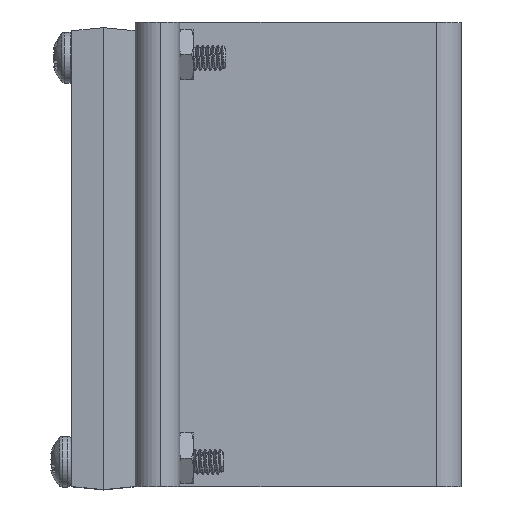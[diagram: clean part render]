
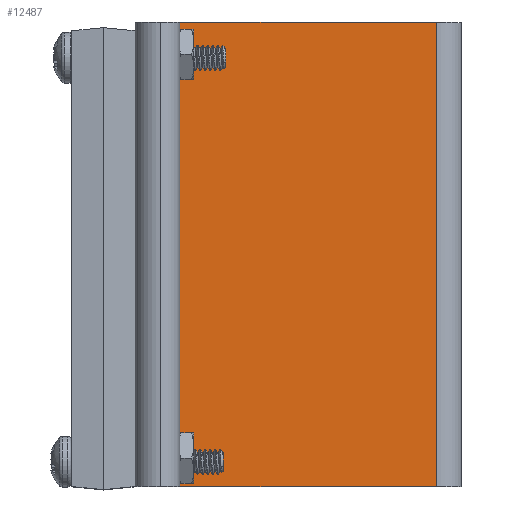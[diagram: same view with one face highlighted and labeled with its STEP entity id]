
A CAD part, top view. The second image highlights one B-rep face of the part: STEP entity #12487.
In plain terms, the highlighted planar face has unit normal (0, 0, 1).
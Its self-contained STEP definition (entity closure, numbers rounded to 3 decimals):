
#1348=FACE_OUTER_BOUND('',#2036,.T.);
#2036=EDGE_LOOP('',(#10339,#10340,#10341,#10342));
#3354=LINE('',#19266,#4652);
#3359=LINE('',#19283,#4657);
#3368=LINE('',#19316,#4666);
#3369=LINE('',#19317,#4667);
#4652=VECTOR('',#15929,2.);
#4657=VECTOR('',#15944,10.);
#4666=VECTOR('',#15981,10.);
#4667=VECTOR('',#15982,10.);
#5658=VERTEX_POINT('',#19263);
#5659=VERTEX_POINT('',#19265);
#5666=VERTEX_POINT('',#19281);
#5676=VERTEX_POINT('',#19315);
#7272=EDGE_CURVE('',#5658,#5659,#3354,.T.);
#7281=EDGE_CURVE('',#5658,#5666,#3359,.T.);
#7297=EDGE_CURVE('',#5676,#5666,#3368,.T.);
#7298=EDGE_CURVE('',#5676,#5659,#3369,.T.);
#10339=ORIENTED_EDGE('',*,*,#7272,.F.);
#10340=ORIENTED_EDGE('',*,*,#7281,.T.);
#10341=ORIENTED_EDGE('',*,*,#7297,.F.);
#10342=ORIENTED_EDGE('',*,*,#7298,.T.);
#11974=PLANE('',#13384);
#12487=ADVANCED_FACE('',(#1348),#11974,.T.);
#13384=AXIS2_PLACEMENT_3D('',#19314,#15979,#15980);
#15929=DIRECTION('',(0.,-1.,0.));
#15944=DIRECTION('',(-1.,0.,0.));
#15979=DIRECTION('center_axis',(0.,0.,
1.));
#15980=DIRECTION('ref_axis',(1.,0.,0.));
#15981=DIRECTION('',(0.,1.,0.));
#15982=DIRECTION('',(1.,0.,0.));
#19263=CARTESIAN_POINT('',(81.916,18.214,1.259));
#19265=CARTESIAN_POINT('',(81.916,-18.461,1.259));
#19266=CARTESIAN_POINT('',(81.916,13.958,1.259));
#19281=CARTESIAN_POINT('',(61.646,18.214,1.259));
#19283=CARTESIAN_POINT('',(95.451,18.214,1.259));
#19314=CARTESIAN_POINT('Origin',(117.791,3.949,1.259));
#19315=CARTESIAN_POINT('',(61.646,-18.461,1.259));
#19316=CARTESIAN_POINT('',(61.646,6.994,1.259));
#19317=CARTESIAN_POINT('',(58.861,-18.461,1.259));
